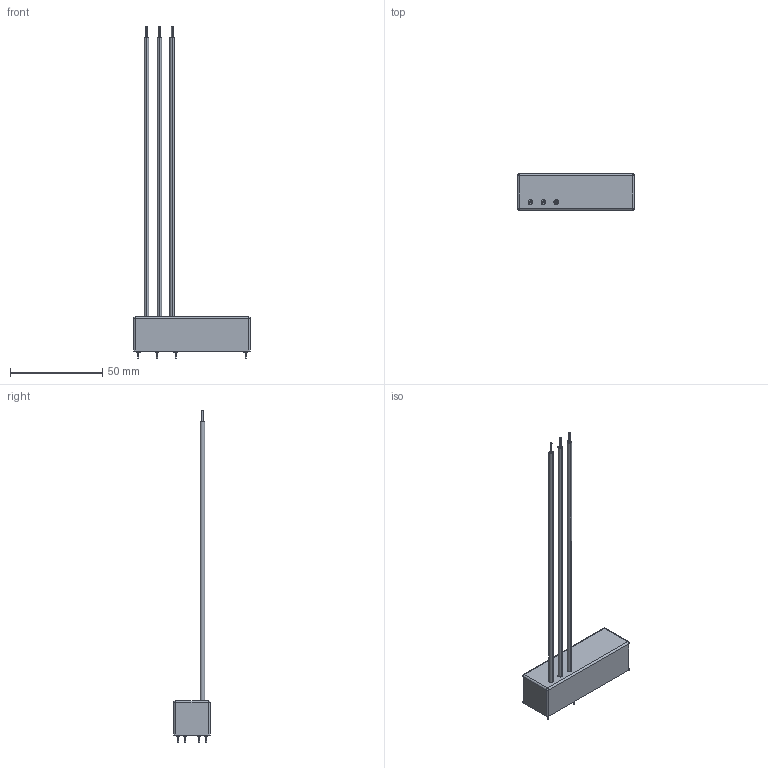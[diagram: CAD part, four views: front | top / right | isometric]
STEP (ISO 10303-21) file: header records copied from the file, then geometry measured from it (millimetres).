
FILE_DESCRIPTION (( 'STEP AP214' ), '1' );
FILE_NAME ('G81C_step_020415.STEP', '2015-02-04T19:32:29', ( 'User' ), ( '' ), 'SwSTEP 2.0', 'SolidWorks 2014', '' );
FILE_SCHEMA (( 'AUTOMOTIVE_DESIGN' ));
Length unit declared in the file: inch
Products named in the file (1): G81C_step_020415
Bounding box: 63.5 x 19.8 x 180.3 mm (x, y, z)
Volume: 25479 mm3; surface area: 9246.1 mm2
Topology: 9 solids, 9 shells, 74 faces, 136 edges, 84 vertices
Faces by surface type: cylinder 40, plane 30, sphere 4
Entity records: 2910 total; most frequent: DIRECTION 362, CARTESIAN_POINT 291, ORIENTED_EDGE 264, AXIS2_PLACEMENT_3D 155, EDGE_CURVE 132, UNCERTAINTY_MEASURE_WITH_UNIT 85, DIMENSIONAL_EXPONENTS 85, LENGTH_MEASURE_WITH_UNIT 85
